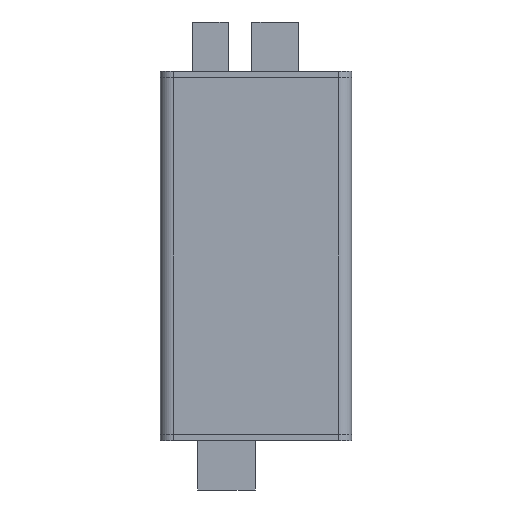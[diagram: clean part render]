
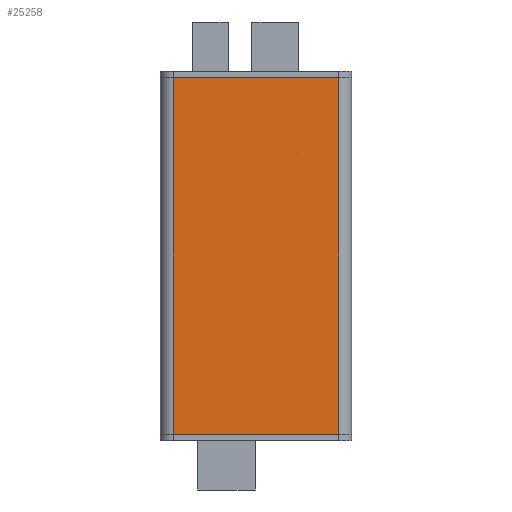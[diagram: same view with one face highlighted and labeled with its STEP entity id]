
A CAD part, front view. The second image highlights one B-rep face of the part: STEP entity #25258.
In plain terms, the highlighted planar face has unit normal (0, -1, 0).
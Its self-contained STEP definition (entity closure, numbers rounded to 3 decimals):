
#83 = EDGE_CURVE ( 'NONE', #14592, #26528, #4846, .T. ) ;
#2461 = LINE ( 'NONE', #31009, #29270 ) ;
#4766 = FACE_OUTER_BOUND ( 'NONE', #13313, .T. ) ;
#4846 = LINE ( 'NONE', #23139, #17846 ) ;
#5948 = VECTOR ( 'NONE', #21232, 1000. ) ;
#6027 = DIRECTION ( 'NONE',  ( 0., 0., 1. ) ) ;
#7745 = EDGE_CURVE ( 'NONE', #26528, #22992, #2461, .T. ) ;
#9852 = EDGE_CURVE ( 'NONE', #15467, #14592, #21368, .T. ) ;
#10747 = ORIENTED_EDGE ( 'NONE', *, *, #17161, .F. ) ;
#10871 = DIRECTION ( 'NONE',  ( 0., 0., 1. ) ) ;
#13281 = DIRECTION ( 'NONE',  ( 1., 0., 0. ) ) ;
#13313 = EDGE_LOOP ( 'NONE', ( #17786, #18096, #10747, #16981 ) ) ;
#13377 = CARTESIAN_POINT ( 'NONE',  ( -22., -11.5, 41. ) ) ;
#13415 = CARTESIAN_POINT ( 'NONE',  ( -19., -11.5, 41. ) ) ;
#14592 = VERTEX_POINT ( 'NONE', #19067 ) ;
#15467 = VERTEX_POINT ( 'NONE', #33015 ) ;
#16981 = ORIENTED_EDGE ( 'NONE', *, *, #9852, .T. ) ;
#17161 = EDGE_CURVE ( 'NONE', #15467, #22992, #31508, .T. ) ;
#17786 = ORIENTED_EDGE ( 'NONE', *, *, #83, .T. ) ;
#17846 = VECTOR ( 'NONE', #26684, 1000. ) ;
#18096 = ORIENTED_EDGE ( 'NONE', *, *, #7745, .T. ) ;
#18460 = CARTESIAN_POINT ( 'NONE',  ( 19., -11.5, 41. ) ) ;
#19067 = CARTESIAN_POINT ( 'NONE',  ( -19., -11.5, -41. ) ) ;
#20678 = CARTESIAN_POINT ( 'NONE',  ( 19., -11.5, -41. ) ) ;
#21232 = DIRECTION ( 'NONE',  ( 0., 0., -1. ) ) ;
#21368 = LINE ( 'NONE', #13415, #5948 ) ;
#22992 = VERTEX_POINT ( 'NONE', #18460 ) ;
#23139 = CARTESIAN_POINT ( 'NONE',  ( -22., -11.5, -41. ) ) ;
#23625 = CARTESIAN_POINT ( 'NONE',  ( -22., -11.5, 41. ) ) ;
#23836 = PLANE ( 'NONE',  #27969 ) ;
#24610 = VECTOR ( 'NONE', #13281, 1000. ) ;
#25258 = ADVANCED_FACE ( 'NONE', ( #4766 ), #23836, .F. ) ;
#26439 = DIRECTION ( 'NONE',  ( 0., 1., 0. ) ) ;
#26528 = VERTEX_POINT ( 'NONE', #20678 ) ;
#26684 = DIRECTION ( 'NONE',  ( 1., 0., 0. ) ) ;
#27969 = AXIS2_PLACEMENT_3D ( 'NONE', #13377, #26439, #10871 ) ;
#29270 = VECTOR ( 'NONE', #6027, 1000. ) ;
#31009 = CARTESIAN_POINT ( 'NONE',  ( 19., -11.5, 41. ) ) ;
#31508 = LINE ( 'NONE', #23625, #24610 ) ;
#33015 = CARTESIAN_POINT ( 'NONE',  ( -19., -11.5, 41. ) ) ;
